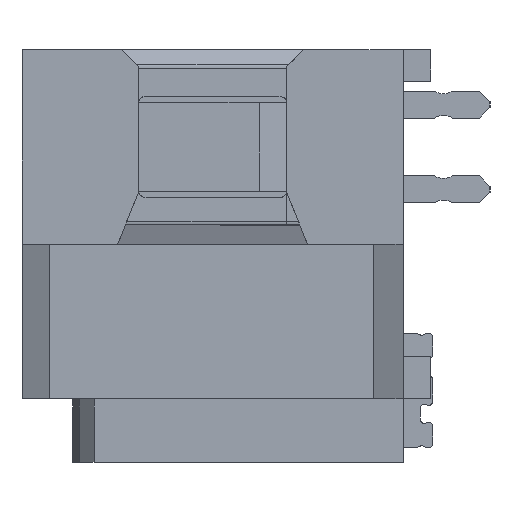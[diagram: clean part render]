
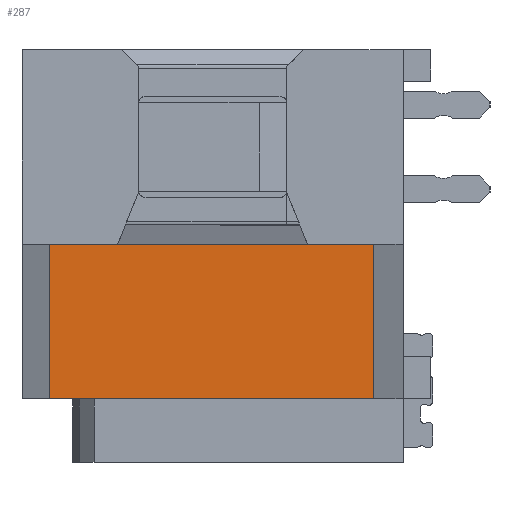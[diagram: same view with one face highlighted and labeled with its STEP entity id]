
A CAD part, left-side view. The second image highlights one B-rep face of the part: STEP entity #287.
In plain terms, the highlighted planar face has unit normal (-1, 0, 0).
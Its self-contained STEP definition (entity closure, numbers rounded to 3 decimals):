
#287 = ADVANCED_FACE ( 'NONE', ( #16281 ), #22479, .F. ) ;
#921 = CARTESIAN_POINT ( 'NONE',  ( -10.435, 9., -5.95 ) ) ;
#2020 = CARTESIAN_POINT ( 'NONE',  ( -10.435, 1.35, -5.95 ) ) ;
#2208 = ORIENTED_EDGE ( 'NONE', *, *, #13118, .T. ) ;
#3284 = VERTEX_POINT ( 'NONE', #921 ) ;
#4751 = VECTOR ( 'NONE', #16193, 1000. ) ;
#4991 = LINE ( 'NONE', #5913, #10993 ) ;
#5607 = EDGE_CURVE ( 'NONE', #3284, #13658, #4991, .T. ) ;
#5631 = CARTESIAN_POINT ( 'NONE',  ( -10.435, 1.35, -5.95 ) ) ;
#5913 = CARTESIAN_POINT ( 'NONE',  ( -10.435, 9., -5.95 ) ) ;
#6520 = ORIENTED_EDGE ( 'NONE', *, *, #17658, .F. ) ;
#6938 = CARTESIAN_POINT ( 'NONE',  ( -10.435, 9., -2.3 ) ) ;
#7624 = CARTESIAN_POINT ( 'NONE',  ( -10.435, 9., -5.95 ) ) ;
#7660 = VERTEX_POINT ( 'NONE', #22076 ) ;
#10993 = VECTOR ( 'NONE', #18597, 1000. ) ;
#12279 = EDGE_LOOP ( 'NONE', ( #2208, #6520, #16005, #13418 ) ) ;
#12731 = LINE ( 'NONE', #22040, #18134 ) ;
#13118 = EDGE_CURVE ( 'NONE', #13658, #7660, #21665, .T. ) ;
#13418 = ORIENTED_EDGE ( 'NONE', *, *, #5607, .T. ) ;
#13658 = VERTEX_POINT ( 'NONE', #2020 ) ;
#14505 = AXIS2_PLACEMENT_3D ( 'NONE', #7624, #16728, #18726 ) ;
#16005 = ORIENTED_EDGE ( 'NONE', *, *, #16926, .F. ) ;
#16193 = DIRECTION ( 'NONE',  ( 0., 0., 1. ) ) ;
#16281 = FACE_OUTER_BOUND ( 'NONE', #12279, .T. ) ;
#16728 = DIRECTION ( 'NONE',  ( 1., 0., 0. ) ) ;
#16786 = VECTOR ( 'NONE', #18405, 1000. ) ;
#16926 = EDGE_CURVE ( 'NONE', #3284, #23325, #22154, .T. ) ;
#16931 = DIRECTION ( 'NONE',  ( 0., -1., 0. ) ) ;
#17658 = EDGE_CURVE ( 'NONE', #23325, #7660, #12731, .T. ) ;
#18134 = VECTOR ( 'NONE', #16931, 1000. ) ;
#18405 = DIRECTION ( 'NONE',  ( 0., 0., 1. ) ) ;
#18597 = DIRECTION ( 'NONE',  ( 0., -1., 0. ) ) ;
#18726 = DIRECTION ( 'NONE',  ( 0., 0., -1. ) ) ;
#21631 = CARTESIAN_POINT ( 'NONE',  ( -10.435, 9., -5.95 ) ) ;
#21665 = LINE ( 'NONE', #5631, #16786 ) ;
#22040 = CARTESIAN_POINT ( 'NONE',  ( -10.435, 9., -2.3 ) ) ;
#22076 = CARTESIAN_POINT ( 'NONE',  ( -10.435, 1.35, -2.3 ) ) ;
#22154 = LINE ( 'NONE', #21631, #4751 ) ;
#22479 = PLANE ( 'NONE',  #14505 ) ;
#23325 = VERTEX_POINT ( 'NONE', #6938 ) ;
